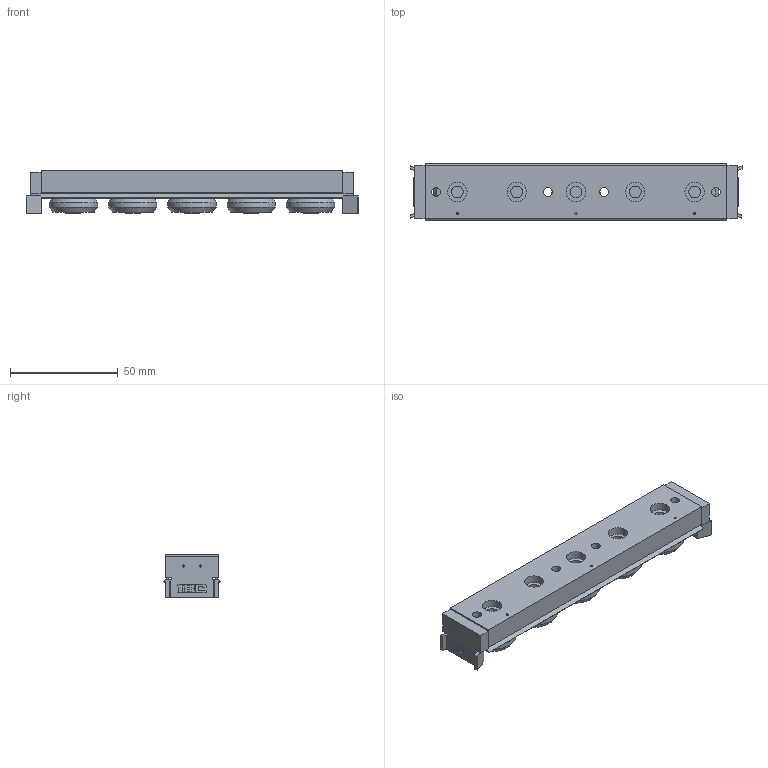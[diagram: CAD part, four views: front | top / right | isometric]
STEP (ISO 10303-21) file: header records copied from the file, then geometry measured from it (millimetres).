
FILE_DESCRIPTION((''),'2;1');
FILE_NAME('D-CU 28H-32.2RS.AUS.stp','2017-02-16T09:40:57',('MRathmann'),(''),'Autodesk Inventor 2012','Autodesk Inventor 2012','');
FILE_SCHEMA(('CONFIG_CONTROL_DESIGN'));
Length unit declared in the file: millimetre
Products named in the file (5): D-CU 28H-32.2RS.AUS; LL.CU 28H-32; Dummy 23-28H ; Abstreiferlippe-140mm; D-ABS U28H
Assembly tree (10 placements, depth 2):
  D-CU 28H-32.2RS.AUS
    LL.CU 28H-32
    Dummy 23-28H   x5
    Abstreiferlippe-140mm  x2
    D-ABS U28H  x2
Bounding box: 154 x 26.28 x 19.7 mm (x, y, z)
Volume: 51752.7 mm3; surface area: 30047.4 mm2
Topology: 10 solids, 10 shells, 296 faces, 706 edges, 465 vertices
Faces by surface type: plane 189, cylinder 85, cone 17, bspline 5
Full cylindrical faces by diameter (mm): 1 x7, 3.242 x4, 4.134 x4, 5.5 x5, 7 x5, 9 x5, 10 x10, 15 x5
Entity records: 4702 total; most frequent: DIRECTION 797, CARTESIAN_POINT 794, ORIENTED_EDGE 686, EDGE_CURVE 343, AXIS2_PLACEMENT_3D 280, VERTEX_POINT 250, EDGE_LOOP 241, VECTOR 237
